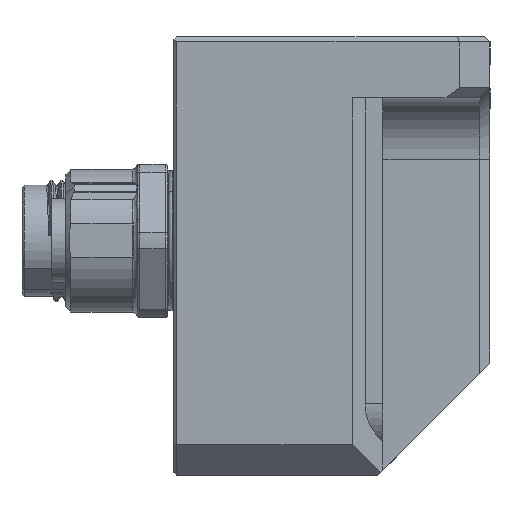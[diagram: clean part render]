
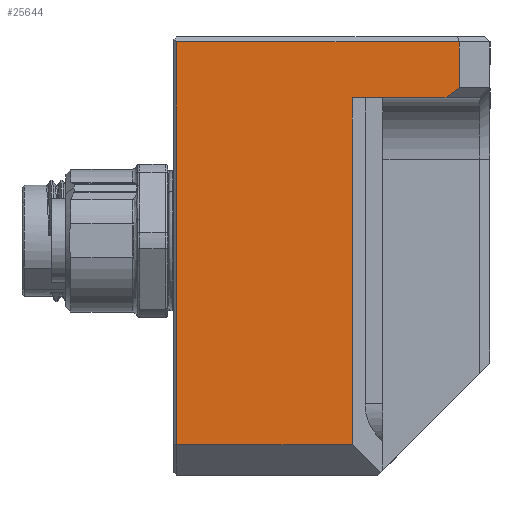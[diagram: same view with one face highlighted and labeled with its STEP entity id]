
A CAD part, left-side view. The second image highlights one B-rep face of the part: STEP entity #25644.
In plain terms, the highlighted planar face has unit normal (-1, 0, 0).
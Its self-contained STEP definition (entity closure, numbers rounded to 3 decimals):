
#11348=FACE_OUTER_BOUND('',#29827,.T.);
#13940=PLANE('',#60587);
#16106=LINE('',#80368,#20869);
#16110=LINE('',#80375,#20873);
#16111=LINE('',#80377,#20874);
#16138=LINE('',#80455,#20901);
#16147=LINE('',#80483,#20910);
#16150=LINE('',#80489,#20913);
#16151=LINE('',#80491,#20914);
#20869=VECTOR('',#64114,1.);
#20873=VECTOR('',#64120,1.);
#20874=VECTOR('',#64123,1.);
#20901=VECTOR('',#64206,1.);
#20910=VECTOR('',#64239,1.);
#20913=VECTOR('',#64244,1.);
#20914=VECTOR('',#64245,1.);
#25644=ADVANCED_FACE('',(#11348),#13940,.T.);
#29827=EDGE_LOOP('',(#33937,#33938,#33939,#33940,#33941,#33942,#33943));
#33937=ORIENTED_EDGE('',*,*,#52688,.T.);
#33938=ORIENTED_EDGE('',*,*,#52691,.T.);
#33939=ORIENTED_EDGE('',*,*,#52692,.T.);
#33940=ORIENTED_EDGE('',*,*,#52675,.T.);
#33941=ORIENTED_EDGE('',*,*,#52634,.T.);
#33942=ORIENTED_EDGE('',*,*,#52639,.T.);
#33943=ORIENTED_EDGE('',*,*,#52638,.T.);
#47881=VERTEX_POINT('',#80303);
#47902=VERTEX_POINT('',#80361);
#47905=VERTEX_POINT('',#80369);
#47906=VERTEX_POINT('',#80373);
#47930=VERTEX_POINT('',#80456);
#47937=VERTEX_POINT('',#80484);
#47939=VERTEX_POINT('',#80490);
#52634=EDGE_CURVE('',#47905,#47881,#16106,.T.);
#52638=EDGE_CURVE('',#47906,#47902,#16110,.T.);
#52639=EDGE_CURVE('',#47881,#47906,#16111,.T.);
#52675=EDGE_CURVE('',#47930,#47905,#16138,.T.);
#52688=EDGE_CURVE('',#47902,#47937,#16147,.T.);
#52691=EDGE_CURVE('',#47937,#47939,#16150,.T.);
#52692=EDGE_CURVE('',#47939,#47930,#16151,.T.);
#60587=AXIS2_PLACEMENT_3D('',#80492,#64246,#64247);
#64114=DIRECTION('',(0.,0.,1.));
#64120=DIRECTION('',(0.,0.,-1.));
#64123=DIRECTION('',(0.,1.,0.));
#64206=DIRECTION('',(0.,-0.816,0.577));
#64239=DIRECTION('',(0.,-1.,0.));
#64244=DIRECTION('',(0.,0.,1.));
#64245=DIRECTION('',(0.,-1.,0.));
#64246=DIRECTION('',(-1.,0.,0.));
#64247=DIRECTION('',(0.,0.,-1.));
#80303=CARTESIAN_POINT('',(0.,3.,42.5));
#80361=CARTESIAN_POINT('',(0.,30.75,3.));
#80368=CARTESIAN_POINT('',(0.,3.,43.));
#80369=CARTESIAN_POINT('',(0.,3.,38.));
#80373=CARTESIAN_POINT('',(0.,30.75,42.5));
#80375=CARTESIAN_POINT('',(0.,30.75,43.));
#80377=CARTESIAN_POINT('',(0.,0.,42.5));
#80455=CARTESIAN_POINT('',(0.,-1.357,41.081));
#80456=CARTESIAN_POINT('',(0.,4.414,37.));
#80483=CARTESIAN_POINT('',(0.,0.,3.));
#80484=CARTESIAN_POINT('',(0.,13.5,3.));
#80489=CARTESIAN_POINT('',(0.,13.5,43.));
#80490=CARTESIAN_POINT('',(0.,13.5,37.));
#80491=CARTESIAN_POINT('',(0.,10.5,37.));
#80492=CARTESIAN_POINT('',(0.,0.,43.));
